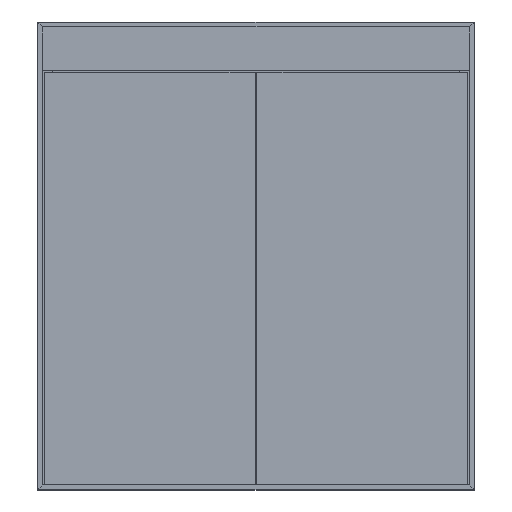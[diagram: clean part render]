
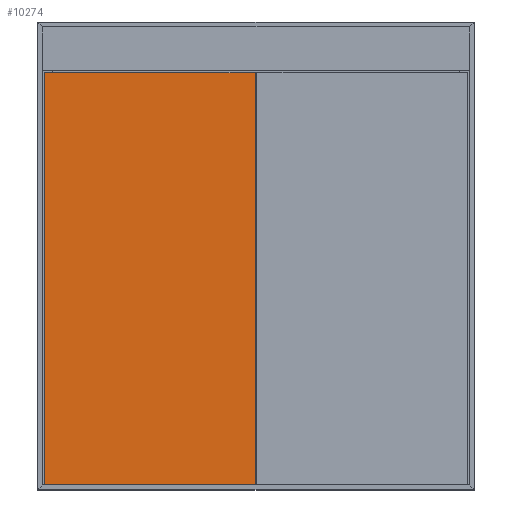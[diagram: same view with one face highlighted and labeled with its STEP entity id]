
A CAD part, top view. The second image highlights one B-rep face of the part: STEP entity #10274.
In plain terms, the highlighted planar face has unit normal (0, 0, 1).
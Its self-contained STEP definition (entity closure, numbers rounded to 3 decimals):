
#96 = EDGE_LOOP ( 'NONE', ( #10560, #930, #7614, #10634 ) ) ;
#367 = CARTESIAN_POINT ( 'NONE',  ( 11., 8., 0. ) ) ;
#930 = ORIENTED_EDGE ( 'NONE', *, *, #2952, .T. ) ;
#1495 = EDGE_CURVE ( 'NONE', #2595, #8923, #3725, .T. ) ;
#1693 = LINE ( 'NONE', #5318, #6778 ) ;
#1729 = VERTEX_POINT ( 'NONE', #2409 ) ;
#2104 = CARTESIAN_POINT ( 'NONE',  ( 348.5, 669., 0. ) ) ;
#2313 = VECTOR ( 'NONE', #10949, 1000. ) ;
#2409 = CARTESIAN_POINT ( 'NONE',  ( 11., 669., 0. ) ) ;
#2413 = DIRECTION ( 'NONE',  ( 1., 0., 0. ) ) ;
#2437 = AXIS2_PLACEMENT_3D ( 'NONE', #3062, #6691, #10287 ) ;
#2595 = VERTEX_POINT ( 'NONE', #10726 ) ;
#2952 = EDGE_CURVE ( 'NONE', #11027, #2595, #6928, .T. ) ;
#3062 = CARTESIAN_POINT ( 'NONE',  ( 0., 0., 0. ) ) ;
#3569 = LINE ( 'NONE', #7190, #6545 ) ;
#3725 = LINE ( 'NONE', #7354, #2313 ) ;
#4810 = VECTOR ( 'NONE', #2413, 1000. ) ;
#5081 = EDGE_CURVE ( 'NONE', #8923, #1729, #3569, .T. ) ;
#5318 = CARTESIAN_POINT ( 'NONE',  ( 11., 669., 0. ) ) ;
#6545 = VECTOR ( 'NONE', #10789, 1000. ) ;
#6691 = DIRECTION ( 'NONE',  ( 0., 0., 1. ) ) ;
#6778 = VECTOR ( 'NONE', #8930, 1000. ) ;
#6928 = LINE ( 'NONE', #10526, #4810 ) ;
#7190 = CARTESIAN_POINT ( 'NONE',  ( 11., 669., 0. ) ) ;
#7354 = CARTESIAN_POINT ( 'NONE',  ( 348.5, 669., 0. ) ) ;
#7579 = FACE_OUTER_BOUND ( 'NONE', #96, .T. ) ;
#7614 = ORIENTED_EDGE ( 'NONE', *, *, #1495, .T. ) ;
#7665 = EDGE_CURVE ( 'NONE', #1729, #11027, #1693, .T. ) ;
#8923 = VERTEX_POINT ( 'NONE', #2104 ) ;
#8930 = DIRECTION ( 'NONE',  ( 0., -1., 0. ) ) ;
#10274 = ADVANCED_FACE ( 'NONE', ( #7579 ), #11170, .T. ) ;
#10287 = DIRECTION ( 'NONE',  ( 1., 0., 0. ) ) ;
#10526 = CARTESIAN_POINT ( 'NONE',  ( 11., 8., 0. ) ) ;
#10560 = ORIENTED_EDGE ( 'NONE', *, *, #7665, .T. ) ;
#10634 = ORIENTED_EDGE ( 'NONE', *, *, #5081, .T. ) ;
#10726 = CARTESIAN_POINT ( 'NONE',  ( 348.5, 8., 0. ) ) ;
#10789 = DIRECTION ( 'NONE',  ( -1., 0., 0. ) ) ;
#10949 = DIRECTION ( 'NONE',  ( 0., 1., 0. ) ) ;
#11027 = VERTEX_POINT ( 'NONE', #367 ) ;
#11170 = PLANE ( 'NONE',  #2437 ) ;
